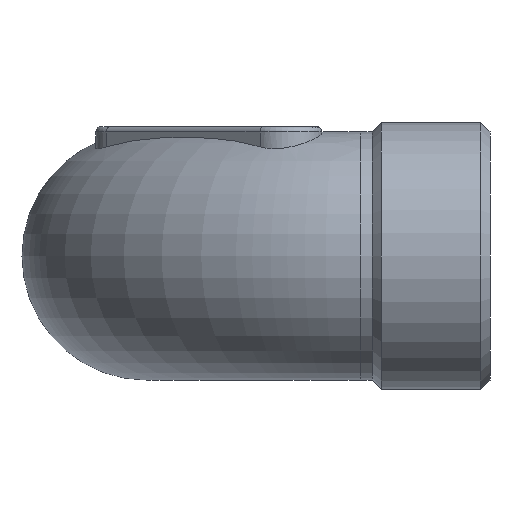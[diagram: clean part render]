
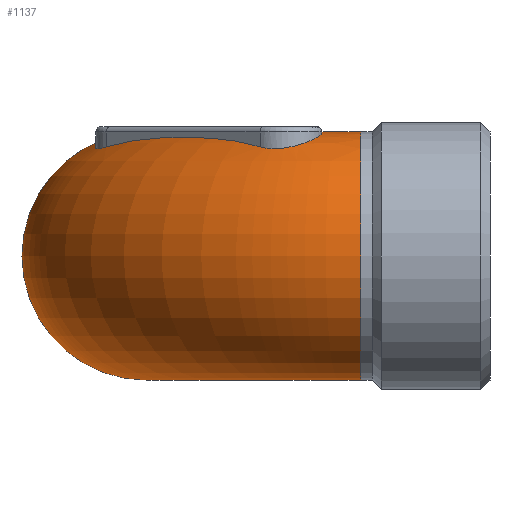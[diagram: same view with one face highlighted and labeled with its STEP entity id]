
A CAD part, left-side view. The second image highlights one B-rep face of the part: STEP entity #1137.
In plain terms, the highlighted toroidal (fillet/blend) face has major radius 11.85 mm and minor radius 6.85 mm.
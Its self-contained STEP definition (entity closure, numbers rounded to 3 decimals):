
#50=CIRCLE('',#1201,6.85);
#53=CIRCLE('',#1205,6.85);
#62=TOROIDAL_SURFACE('',#1221,11.85,6.85);
#127=B_SPLINE_CURVE_WITH_KNOTS('',3,(#2152,#2153,#2154,#2155),
 .UNSPECIFIED.,.F.,.F.,(4,4),(0.006,0.006),
 .UNSPECIFIED.);
#128=B_SPLINE_CURVE_WITH_KNOTS('',3,(#2165,#2166,#2167,#2168,#2169),
 .UNSPECIFIED.,.F.,.F.,(4,1,4),(0.,0.006,0.012),
 .UNSPECIFIED.);
#129=B_SPLINE_CURVE_WITH_KNOTS('',3,(#2171,#2172,#2173,#2174,#2175,#2176,
#2177),.UNSPECIFIED.,.F.,.F.,(4,1,1,1,4),(0.,0.001,
0.003,0.004,0.006),
 .UNSPECIFIED.);
#130=B_SPLINE_CURVE_WITH_KNOTS('',3,(#2181,#2182,#2183,#2184,#2185),
 .UNSPECIFIED.,.F.,.F.,(4,1,4),(0.,0.006,0.012),
 .UNSPECIFIED.);
#131=B_SPLINE_CURVE_WITH_KNOTS('',3,(#2197,#2198,#2199,#2200),
 .UNSPECIFIED.,.F.,.F.,(4,4),(0.,0.),
 .UNSPECIFIED.);
#132=B_SPLINE_CURVE_WITH_KNOTS('',3,(#2202,#2203,#2204,#2205,#2206,#2207,
#2208),.UNSPECIFIED.,.F.,.F.,(4,1,1,1,4),(-0.005,-0.003,
-0.002,0.,0.001),
 .UNSPECIFIED.);
#433=ORIENTED_EDGE('',*,*,#591,.F.);
#434=ORIENTED_EDGE('',*,*,#588,.T.);
#435=ORIENTED_EDGE('',*,*,#580,.T.);
#436=ORIENTED_EDGE('',*,*,#585,.T.);
#437=ORIENTED_EDGE('',*,*,#578,.T.);
#438=ORIENTED_EDGE('',*,*,#577,.T.);
#439=ORIENTED_EDGE('',*,*,#586,.T.);
#440=ORIENTED_EDGE('',*,*,#572,.T.);
#572=EDGE_CURVE('',#685,#686,#127,.T.);
#577=EDGE_CURVE('',#687,#688,#128,.T.);
#578=EDGE_CURVE('',#676,#687,#129,.T.);
#580=EDGE_CURVE('',#686,#689,#130,.T.);
#585=EDGE_CURVE('',#689,#676,#131,.T.);
#586=EDGE_CURVE('',#688,#685,#132,.T.);
#588=EDGE_CURVE('',#694,#694,#50,.T.);
#591=EDGE_CURVE('',#697,#697,#53,.T.);
#676=VERTEX_POINT('',#2128);
#685=VERTEX_POINT('',#2156);
#686=VERTEX_POINT('',#2157);
#687=VERTEX_POINT('',#2162);
#688=VERTEX_POINT('',#2164);
#689=VERTEX_POINT('',#2180);
#694=VERTEX_POINT('',#2212);
#697=VERTEX_POINT('',#2219);
#952=EDGE_LOOP('',(#433));
#953=EDGE_LOOP('',(#434));
#954=EDGE_LOOP('',(#435,#436,#437,#438,#439,#440));
#1039=FACE_BOUND('',#952,.T.);
#1040=FACE_BOUND('',#953,.T.);
#1041=FACE_BOUND('',#954,.T.);
#1137=ADVANCED_FACE('',(#1039,#1040,#1041),#62,.T.);
#1201=AXIS2_PLACEMENT_3D('',#2211,#1406,#1407);
#1205=AXIS2_PLACEMENT_3D('',#2218,#1414,#1415);
#1221=AXIS2_PLACEMENT_3D('',#2241,#1446,#1447);
#1406=DIRECTION('',(0.,1.,0.));
#1407=DIRECTION('',(0.,0.,1.));
#1414=DIRECTION('',(1.,0.,0.));
#1415=DIRECTION('',(0.,0.,1.));
#1446=DIRECTION('',(0.,0.,-1.));
#1447=DIRECTION('',(-1.,0.,0.));
#2128=CARTESIAN_POINT('',(0.249,9.567,6.85));
#2152=CARTESIAN_POINT('',(9.433,18.751,6.85));
#2153=CARTESIAN_POINT('',(9.348,18.608,6.85));
#2154=CARTESIAN_POINT('',(9.246,18.476,6.847));
#2155=CARTESIAN_POINT('',(9.128,18.358,6.843));
#2156=CARTESIAN_POINT('',(9.433,18.751,6.85));
#2157=CARTESIAN_POINT('',(9.128,18.358,6.843));
#2162=CARTESIAN_POINT('',(-2.186,12.701,6.033));
#2164=CARTESIAN_POINT('',(6.299,21.186,6.033));
#2165=CARTESIAN_POINT('',(-2.186,12.701,6.033));
#2166=CARTESIAN_POINT('',(-0.779,14.108,6.459));
#2167=CARTESIAN_POINT('',(2.042,16.929,6.646));
#2168=CARTESIAN_POINT('',(4.9,19.787,6.456));
#2169=CARTESIAN_POINT('',(6.299,21.186,6.033));
#2171=CARTESIAN_POINT('',(0.249,9.567,6.85));
#2172=CARTESIAN_POINT('',(-0.178,9.313,6.85));
#2173=CARTESIAN_POINT('',(-1.213,9.153,6.773));
#2174=CARTESIAN_POINT('',(-2.481,9.95,6.317));
#2175=CARTESIAN_POINT('',(-2.954,11.385,5.876));
#2176=CARTESIAN_POINT('',(-2.53,12.357,5.929));
#2177=CARTESIAN_POINT('',(-2.186,12.701,6.033));
#2180=CARTESIAN_POINT('',(0.642,9.872,6.843));
#2181=CARTESIAN_POINT('',(9.128,18.358,6.843));
#2182=CARTESIAN_POINT('',(7.712,16.942,6.795));
#2183=CARTESIAN_POINT('',(4.885,14.115,6.309));
#2184=CARTESIAN_POINT('',(2.058,11.288,6.795));
#2185=CARTESIAN_POINT('',(0.642,9.872,6.843));
#2197=CARTESIAN_POINT('',(0.642,9.872,6.843));
#2198=CARTESIAN_POINT('',(0.524,9.754,6.847));
#2199=CARTESIAN_POINT('',(0.393,9.652,6.85));
#2200=CARTESIAN_POINT('',(0.249,9.567,6.85));
#2202=CARTESIAN_POINT('',(6.299,21.186,6.033));
#2203=CARTESIAN_POINT('',(6.642,21.529,5.93));
#2204=CARTESIAN_POINT('',(7.612,21.955,5.876));
#2205=CARTESIAN_POINT('',(9.051,21.48,6.317));
#2206=CARTESIAN_POINT('',(9.846,20.218,6.772));
#2207=CARTESIAN_POINT('',(9.687,19.178,6.85));
#2208=CARTESIAN_POINT('',(9.433,18.751,6.85));
#2211=CARTESIAN_POINT('',(0.,7.15,0.));
#2212=CARTESIAN_POINT('',(0.,7.15,6.85));
#2218=CARTESIAN_POINT('',(11.85,19.,0.));
#2219=CARTESIAN_POINT('',(11.85,19.,6.85));
#2241=CARTESIAN_POINT('',(11.85,7.15,0.));
